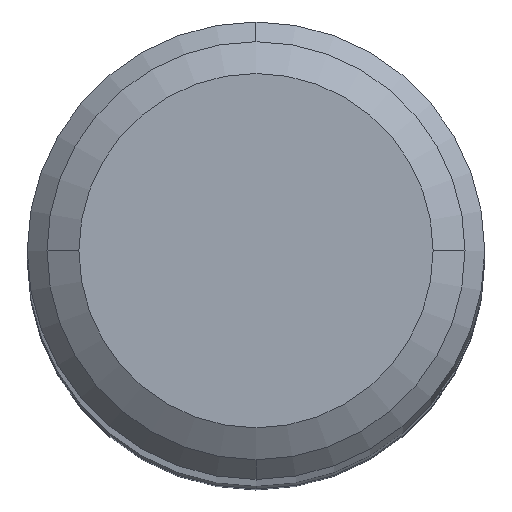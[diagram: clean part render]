
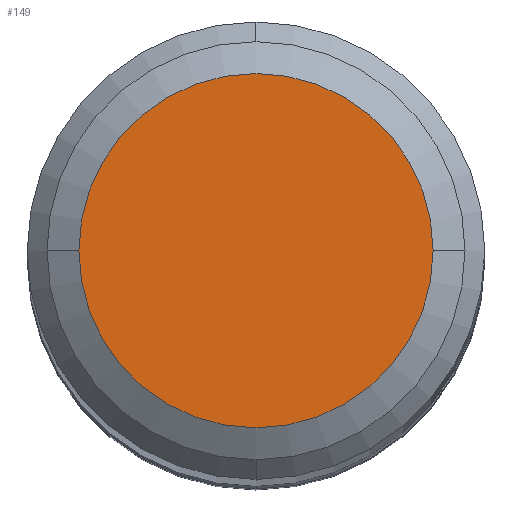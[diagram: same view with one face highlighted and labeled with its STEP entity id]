
A CAD part, top view. The second image highlights one B-rep face of the part: STEP entity #149.
In plain terms, the highlighted planar face has unit normal (0, 0, 1).
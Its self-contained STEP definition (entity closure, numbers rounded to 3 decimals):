
#149=ADVANCED_FACE('',(#344),#345,.T.);
#163=EDGE_CURVE('',#191,#219,#361,.T.);
#173=EDGE_CURVE('',#219,#191,#372,.T.);
#191=VERTEX_POINT('',#391);
#219=VERTEX_POINT('',#422);
#344=FACE_OUTER_BOUND('',#558,.T.);
#345=PLANE('',#559);
#361=CIRCLE('',#578,2.323);
#372=CIRCLE('',#592,2.323);
#391=CARTESIAN_POINT('',(2.323,0.,71.5));
#422=CARTESIAN_POINT('',(-2.323,0.,71.5));
#558=EDGE_LOOP('',(#831,#832));
#559=AXIS2_PLACEMENT_3D('',#833,#834,#835);
#578=AXIS2_PLACEMENT_3D('',#858,#859,#860);
#592=AXIS2_PLACEMENT_3D('',#870,#871,#872);
#831=ORIENTED_EDGE('',*,*,#173,.T.);
#832=ORIENTED_EDGE('',*,*,#163,.T.);
#833=CARTESIAN_POINT('',(0.,-1.25,71.5));
#834=DIRECTION('',(0.0,0.0,1.0));
#835=DIRECTION('',(0.,-1.0,0.0));
#858=CARTESIAN_POINT('',(0.,0.0,71.5));
#859=DIRECTION('',(0.0,0.0,1.0));
#860=DIRECTION('',(-1.0,0.,0.0));
#870=CARTESIAN_POINT('',(0.,0.0,71.5));
#871=DIRECTION('',(0.0,0.0,1.0));
#872=DIRECTION('',(-1.0,0.,0.0));
